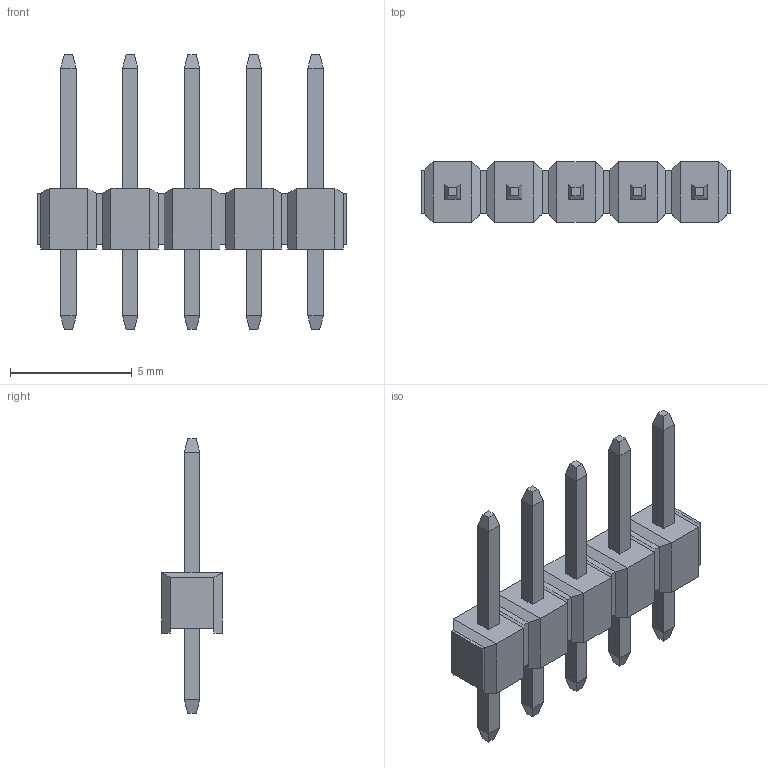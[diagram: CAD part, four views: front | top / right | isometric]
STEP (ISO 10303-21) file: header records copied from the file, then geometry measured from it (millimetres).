
FILE_DESCRIPTION((''),'2;1');
FILE_NAME('PTH_HDRV05W64P254_1X05','2012-05-04T',('HAN'),(''),'PRO/ENGINEER BY PARAMETRIC TECHNOLOGY CORPORATION, 2010280','PRO/ENGINEER BY PARAMETRIC TECHNOLOGY CORPORATION, 2010280','');
FILE_SCHEMA(('AUTOMOTIVE_DESIGN_CC2 { 1 2 10303 214 -1 1 5 2 }'));
Length unit declared in the file: millimetre
Products named in the file (1): PTH_HDRV05W64P254_1X05
Bounding box: 12.7 x 2.5 x 11.3 mm (x, y, z)
Volume: 85.6 mm3; surface area: 249.7 mm2
Topology: 1 solids, 1 shells, 176 faces, 412 edges, 248 vertices
Faces by surface type: plane 176
Entity records: 6172 total; most frequent: CARTESIAN_POINT 836, ORIENTED_EDGE 824, DIRECTION 764, VECTOR 412, LINE 412, EDGE_CURVE 412, VERTEX_POINT 248, EDGE_LOOP 186
